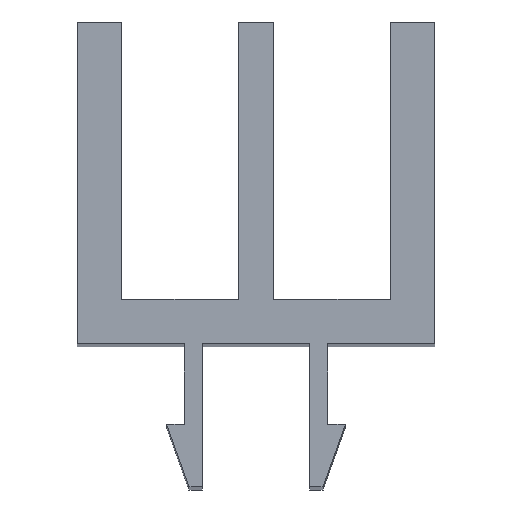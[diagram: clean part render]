
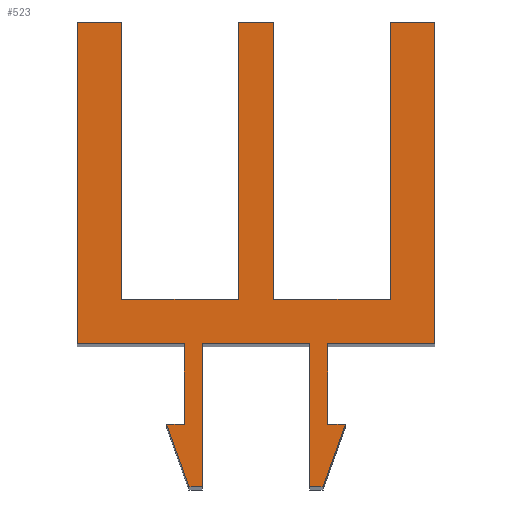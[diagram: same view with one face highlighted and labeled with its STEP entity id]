
A CAD part, top view. The second image highlights one B-rep face of the part: STEP entity #523.
In plain terms, the highlighted planar face has unit normal (0, 0, 1).
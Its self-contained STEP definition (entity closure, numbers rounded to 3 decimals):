
#37=FACE_OUTER_BOUND($,#63,.T.);
#63=EDGE_LOOP($,(#425,#426,#427,#428,#429,#430,#431,#432,#433,#434,#435,
#436,#437,#438,#439,#440,#441,#442,#443,#444,#445,#446,#447,#448));
#65=LINE($,#684,#137);
#69=LINE($,#692,#141);
#72=LINE($,#698,#144);
#75=LINE($,#704,#147);
#78=LINE($,#710,#150);
#81=LINE($,#716,#153);
#84=LINE($,#722,#156);
#87=LINE($,#728,#159);
#90=LINE($,#734,#162);
#93=LINE($,#740,#165);
#96=LINE($,#746,#168);
#99=LINE($,#752,#171);
#102=LINE($,#758,#174);
#105=LINE($,#764,#177);
#108=LINE($,#770,#180);
#111=LINE($,#776,#183);
#114=LINE($,#782,#186);
#117=LINE($,#788,#189);
#120=LINE($,#794,#192);
#123=LINE($,#800,#195);
#126=LINE($,#806,#198);
#129=LINE($,#812,#201);
#132=LINE($,#818,#204);
#135=LINE($,#823,#207);
#137=VECTOR($,#558,4.5);
#141=VECTOR($,#564,6.);
#144=VECTOR($,#569,18.);
#147=VECTOR($,#574,2.5);
#150=VECTOR($,#579,15.5);
#153=VECTOR($,#584,6.5);
#156=VECTOR($,#589,15.5);
#159=VECTOR($,#594,2.);
#162=VECTOR($,#599,15.5);
#165=VECTOR($,#604,6.5);
#168=VECTOR($,#609,15.5);
#171=VECTOR($,#614,2.5);
#174=VECTOR($,#619,18.);
#177=VECTOR($,#624,6.);
#180=VECTOR($,#629,4.5);
#183=VECTOR($,#634,1.);
#186=VECTOR($,#639,3.717);
#189=VECTOR($,#644,0.75);
#192=VECTOR($,#649,8.);
#195=VECTOR($,#654,6.);
#198=VECTOR($,#659,8.);
#201=VECTOR($,#664,0.75);
#204=VECTOR($,#669,3.717);
#207=VECTOR($,#674,1.);
#209=VERTEX_POINT($,#682);
#210=VERTEX_POINT($,#683);
#213=VERTEX_POINT($,#691);
#215=VERTEX_POINT($,#697);
#217=VERTEX_POINT($,#703);
#219=VERTEX_POINT($,#709);
#221=VERTEX_POINT($,#715);
#223=VERTEX_POINT($,#721);
#225=VERTEX_POINT($,#727);
#227=VERTEX_POINT($,#733);
#229=VERTEX_POINT($,#739);
#231=VERTEX_POINT($,#745);
#233=VERTEX_POINT($,#751);
#235=VERTEX_POINT($,#757);
#237=VERTEX_POINT($,#763);
#239=VERTEX_POINT($,#769);
#241=VERTEX_POINT($,#775);
#243=VERTEX_POINT($,#781);
#245=VERTEX_POINT($,#787);
#247=VERTEX_POINT($,#793);
#249=VERTEX_POINT($,#799);
#251=VERTEX_POINT($,#805);
#253=VERTEX_POINT($,#811);
#255=VERTEX_POINT($,#817);
#257=EDGE_CURVE($,#209,#210,#65,.T.);
#261=EDGE_CURVE($,#210,#213,#69,.T.);
#264=EDGE_CURVE($,#213,#215,#72,.T.);
#267=EDGE_CURVE($,#215,#217,#75,.T.);
#270=EDGE_CURVE($,#217,#219,#78,.T.);
#273=EDGE_CURVE($,#219,#221,#81,.T.);
#276=EDGE_CURVE($,#221,#223,#84,.T.);
#279=EDGE_CURVE($,#223,#225,#87,.T.);
#282=EDGE_CURVE($,#225,#227,#90,.T.);
#285=EDGE_CURVE($,#227,#229,#93,.T.);
#288=EDGE_CURVE($,#229,#231,#96,.T.);
#291=EDGE_CURVE($,#231,#233,#99,.T.);
#294=EDGE_CURVE($,#233,#235,#102,.T.);
#297=EDGE_CURVE($,#235,#237,#105,.T.);
#300=EDGE_CURVE($,#237,#239,#108,.T.);
#303=EDGE_CURVE($,#239,#241,#111,.T.);
#306=EDGE_CURVE($,#241,#243,#114,.T.);
#309=EDGE_CURVE($,#243,#245,#117,.T.);
#312=EDGE_CURVE($,#245,#247,#120,.T.);
#315=EDGE_CURVE($,#247,#249,#123,.T.);
#318=EDGE_CURVE($,#249,#251,#126,.T.);
#321=EDGE_CURVE($,#251,#253,#129,.T.);
#324=EDGE_CURVE($,#253,#255,#132,.T.);
#327=EDGE_CURVE($,#255,#209,#135,.T.);
#425=ORIENTED_EDGE($,*,*,#294,.F.);
#426=ORIENTED_EDGE($,*,*,#291,.F.);
#427=ORIENTED_EDGE($,*,*,#288,.F.);
#428=ORIENTED_EDGE($,*,*,#285,.F.);
#429=ORIENTED_EDGE($,*,*,#282,.F.);
#430=ORIENTED_EDGE($,*,*,#279,.F.);
#431=ORIENTED_EDGE($,*,*,#276,.F.);
#432=ORIENTED_EDGE($,*,*,#273,.F.);
#433=ORIENTED_EDGE($,*,*,#270,.F.);
#434=ORIENTED_EDGE($,*,*,#267,.F.);
#435=ORIENTED_EDGE($,*,*,#264,.F.);
#436=ORIENTED_EDGE($,*,*,#261,.F.);
#437=ORIENTED_EDGE($,*,*,#257,.F.);
#438=ORIENTED_EDGE($,*,*,#327,.F.);
#439=ORIENTED_EDGE($,*,*,#324,.F.);
#440=ORIENTED_EDGE($,*,*,#321,.F.);
#441=ORIENTED_EDGE($,*,*,#318,.F.);
#442=ORIENTED_EDGE($,*,*,#315,.F.);
#443=ORIENTED_EDGE($,*,*,#312,.F.);
#444=ORIENTED_EDGE($,*,*,#309,.F.);
#445=ORIENTED_EDGE($,*,*,#306,.F.);
#446=ORIENTED_EDGE($,*,*,#303,.F.);
#447=ORIENTED_EDGE($,*,*,#300,.F.);
#448=ORIENTED_EDGE($,*,*,#297,.F.);
#497=PLANE($,#552);
#523=ADVANCED_FACE($,(#37),#497,.T.);
#552=AXIS2_PLACEMENT_3D($,#825,#676,#677);
#558=DIRECTION($,(0.,1.,0.));
#564=DIRECTION($,(-1.,0.,0.));
#569=DIRECTION($,(0.,1.,0.));
#574=DIRECTION($,(1.,0.,0.));
#579=DIRECTION($,(0.,-1.,0.));
#584=DIRECTION($,(1.,0.,0.));
#589=DIRECTION($,(0.,1.,0.));
#594=DIRECTION($,(1.,0.,0.));
#599=DIRECTION($,(0.,-1.,0.));
#604=DIRECTION($,(1.,0.,0.));
#609=DIRECTION($,(0.,1.,0.));
#614=DIRECTION($,(1.,0.,0.));
#619=DIRECTION($,(0.,-1.,0.));
#624=DIRECTION($,(-1.,0.,0.));
#629=DIRECTION($,(0.,-1.,0.));
#634=DIRECTION($,(1.,0.,0.));
#639=DIRECTION($,(-0.336,-0.942,0.));
#644=DIRECTION($,(-1.,0.,0.));
#649=DIRECTION($,(0.,1.,0.));
#654=DIRECTION($,(-1.,0.,0.));
#659=DIRECTION($,(0.,-1.,0.));
#664=DIRECTION($,(-1.,0.,0.));
#669=DIRECTION($,(-0.336,0.942,0.));
#674=DIRECTION($,(1.,0.,0.));
#676=DIRECTION('center_axis',(0.,0.,1.));
#677=DIRECTION('ref_axis',(1.,0.,0.));
#682=CARTESIAN_POINT('',(-4.,-4.5,100.));
#683=CARTESIAN_POINT('',(-4.,0.,100.));
#684=CARTESIAN_POINT($,(-4.,0.25,100.));
#691=CARTESIAN_POINT('',(-10.,0.,100.));
#692=CARTESIAN_POINT($,(-2.,0.,100.));
#697=CARTESIAN_POINT('',(-10.,18.,100.));
#698=CARTESIAN_POINT($,(-10.,2.5,100.));
#703=CARTESIAN_POINT('',(-7.5,18.,100.));
#704=CARTESIAN_POINT($,(-5.,18.,100.));
#709=CARTESIAN_POINT('',(-7.5,2.5,100.));
#710=CARTESIAN_POINT($,(-7.5,11.5,100.));
#715=CARTESIAN_POINT('',(-1.,2.5,100.));
#716=CARTESIAN_POINT($,(-3.75,2.5,100.));
#721=CARTESIAN_POINT('',(-1.,18.,100.));
#722=CARTESIAN_POINT($,(-1.,3.75,100.));
#727=CARTESIAN_POINT('',(1.,18.,100.));
#728=CARTESIAN_POINT($,(-0.5,18.,100.));
#733=CARTESIAN_POINT('',(1.,2.5,100.));
#734=CARTESIAN_POINT($,(1.,11.5,100.));
#739=CARTESIAN_POINT('',(7.5,2.5,100.));
#740=CARTESIAN_POINT($,(0.5,2.5,100.));
#745=CARTESIAN_POINT('',(7.5,18.,100.));
#746=CARTESIAN_POINT($,(7.5,3.75,100.));
#751=CARTESIAN_POINT('',(10.,18.,100.));
#752=CARTESIAN_POINT($,(3.75,18.,100.));
#757=CARTESIAN_POINT('',(10.,0.,100.));
#758=CARTESIAN_POINT($,(10.,11.5,100.));
#763=CARTESIAN_POINT('',(4.,0.,100.));
#764=CARTESIAN_POINT($,(5.,0.,100.));
#769=CARTESIAN_POINT('',(4.,-4.5,100.));
#770=CARTESIAN_POINT($,(4.,2.5,100.));
#775=CARTESIAN_POINT('',(5.,-4.5,100.));
#776=CARTESIAN_POINT($,(2.,-4.5,100.));
#781=CARTESIAN_POINT('',(3.75,-8.,100.));
#782=CARTESIAN_POINT($,(6.222,-1.079,100.));
#787=CARTESIAN_POINT('',(3.,-8.,100.));
#788=CARTESIAN_POINT($,(1.875,-8.,100.));
#793=CARTESIAN_POINT('',(3.,0.,100.));
#794=CARTESIAN_POINT($,(3.,-1.5,100.));
#799=CARTESIAN_POINT('',(-3.,0.,100.));
#800=CARTESIAN_POINT($,(1.5,0.,100.));
#805=CARTESIAN_POINT('',(-3.,-8.,100.));
#806=CARTESIAN_POINT($,(-3.,2.5,100.));
#811=CARTESIAN_POINT('',(-3.75,-8.,100.));
#812=CARTESIAN_POINT($,(-1.5,-8.,100.));
#817=CARTESIAN_POINT('',(-5.,-4.5,100.));
#818=CARTESIAN_POINT($,(-5.597,-2.829,100.));
#823=CARTESIAN_POINT($,(-2.5,-4.5,100.));
#825=CARTESIAN_POINT('Origin',(0.,5.,100.));
